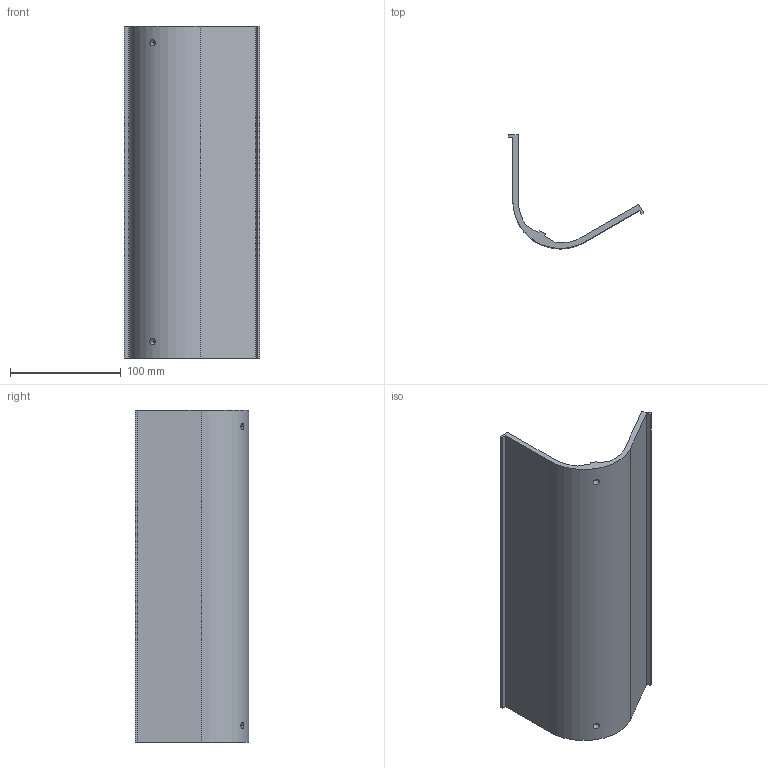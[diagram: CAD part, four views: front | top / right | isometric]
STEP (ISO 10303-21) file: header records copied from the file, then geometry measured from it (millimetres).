
FILE_DESCRIPTION (( 'STEP AP203' ), '1' );
FILE_NAME ('enclosure-backwall.step', '2016-02-29T21:22:53', ( '' ), ( '' ), 'SwSTEP 2.0', 'SolidWorks 2015', '' );
FILE_SCHEMA (( 'CONFIG_CONTROL_DESIGN' ));
Length unit declared in the file: millimetre
Products named in the file (1): enclosure-backwall
Bounding box: 122.25 x 102.69 x 300 mm (x, y, z)
Volume: 334947.1 mm3; surface area: 133755.1 mm2
Topology: 1 solids, 1 shells, 30 faces, 78 edges, 52 vertices
Faces by surface type: plane 19, cylinder 11
Entity records: 1125 total; most frequent: CARTESIAN_POINT 289, ORIENTED_EDGE 156, DIRECTION 154, EDGE_CURVE 78, VECTOR 56, LINE 56, VERTEX_POINT 52, AXIS2_PLACEMENT_3D 49
